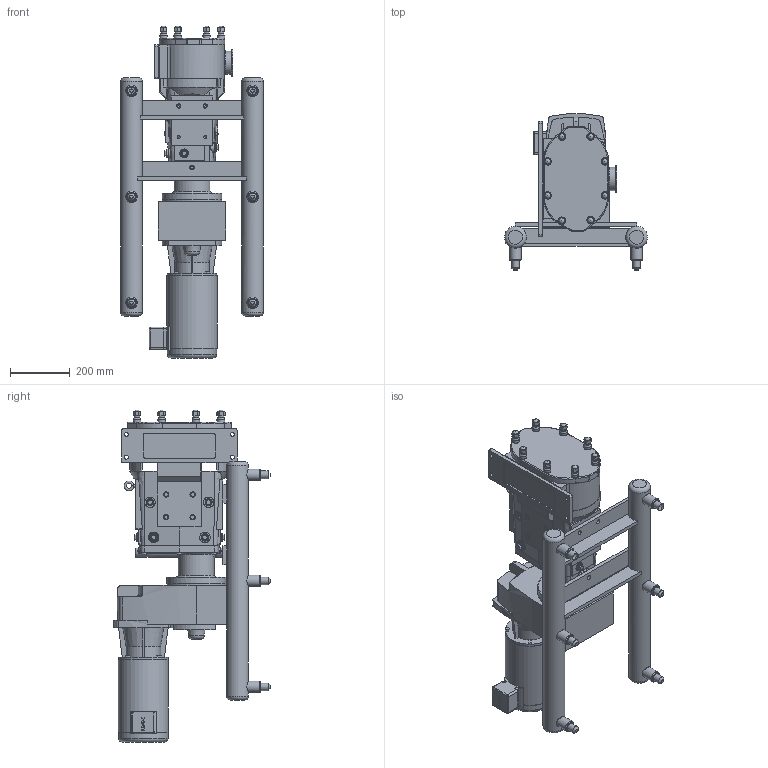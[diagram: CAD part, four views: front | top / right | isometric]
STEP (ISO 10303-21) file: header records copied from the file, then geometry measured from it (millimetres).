
FILE_DESCRIPTION(/* description */ (''),/* implementation_level */ '2;1');
FILE_NAME(/* name */ 'U3_134U3_145TC_(3.27 x 9.52)x3.0_S-Line_1.5HP_LH_SM.stp',/* time_stamp */ '2021-05-24T19:17:51+06:00',/* author */ ('trtmhr'),/* organization */ (''),/* preprocessor_version */ 'ST-DEVELOPER v18.1',/* originating_system */ 'Autodesk Inventor 2020',/* authorisation */ '');
FILE_SCHEMA (('AUTOMOTIVE_DESIGN { 1 0 10303 214 3 1 1 }'));
Length unit declared in the file: inch
Products named in the file (1): U3_134U3_145TC_(3.27 x 9.52)x3.0_S-Line_1.5HP_LH_SM
Bounding box: 479.43 x 524.67 x 1113.64 mm (x, y, z)
Volume: 51025554.5 mm3; surface area: 1936358.4 mm2
Topology: 2 solids, 2 shells, 1012 faces, 2768 edges, 1829 vertices
Faces by surface type: plane 501, cylinder 297, torus 72, cone 68, bspline 62, sphere 12
Full cylindrical faces by diameter (mm): 7.62 x2, 7.798 x1, 10.719 x4, 13.487 x4, 14.3 x3, 15.24 x1, 19.05 x8, 23.876 x3, 25.4 x19, 29.21 x2, 31.75 x3, 35.052 x6, 38.1 x6, 65.786 x1, 76.2 x1, 78.461 x1, 79.477 x1, 91.008 x1, 120.65 x1, 165.989 x1, 166.116 x1, 168.402 x1, 200 x1, 200.152 x1
Entity records: 34171 total; most frequent: CARTESIAN_POINT 8182, ORIENTED_EDGE 5498, DIRECTION 5452, EDGE_CURVE 2749, AXIS2_PLACEMENT_3D 2056, VERTEX_POINT 1829, LINE 1340, VECTOR 1340
